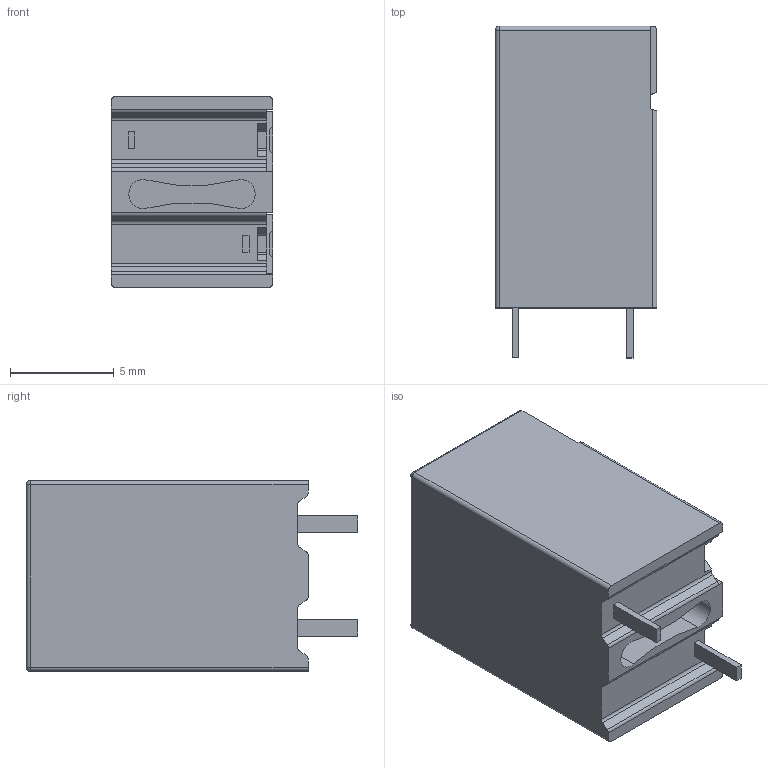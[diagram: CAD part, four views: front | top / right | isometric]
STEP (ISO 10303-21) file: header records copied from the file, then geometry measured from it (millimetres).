
FILE_DESCRIPTION(/* description */ ('STEP AP214'),/* implementation_level */ '2;1');
FILE_NAME(/* name */ '2086-3122',/* time_stamp */ '2022-10-08T11:13:45+02:00',/* author */ ('License CC BY-ND 4.0'),/* organization */ ('CADENAS'),/* preprocessor_version */ 'ST-DEVELOPER v18.102',/* originating_system */ 'PARTsolutions',/* authorisation */ ' ');
FILE_SCHEMA (('AUTOMOTIVE_DESIGN {1 0 10303 214 3 1 1}'));
Length unit declared in the file: millimetre
Products named in the file (1): 2086-3122
Bounding box: 7.8 x 16 x 9.2 mm (x, y, z)
Volume: 849.9 mm3; surface area: 809.1 mm2
Topology: 1 solids, 1 shells, 176 faces, 455 edges, 288 vertices
Faces by surface type: plane 127, cylinder 39, cone 8, sphere 2
Entity records: 6523 total; most frequent: CARTESIAN_POINT 918, ORIENTED_EDGE 906, DIRECTION 893, EDGE_CURVE 453, LINE 367, VECTOR 367, VERTEX_POINT 288, AXIS2_PLACEMENT_3D 263
